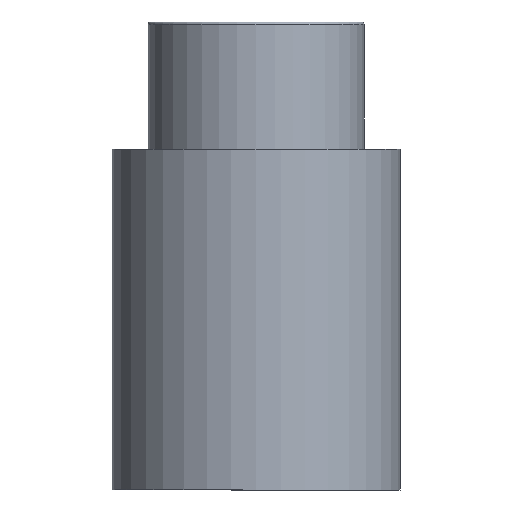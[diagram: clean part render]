
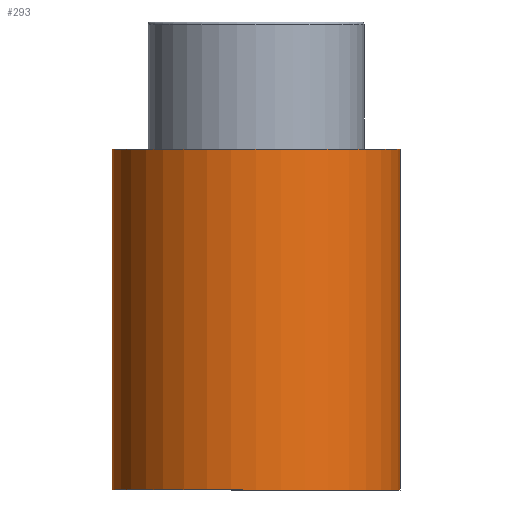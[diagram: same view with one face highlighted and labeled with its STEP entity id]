
A CAD part, front view. The second image highlights one B-rep face of the part: STEP entity #293.
In plain terms, the highlighted cylindrical face has radius 60 mm (diameter 120 mm), a partial arc.
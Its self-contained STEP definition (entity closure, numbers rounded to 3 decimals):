
#10 = EDGE_CURVE ( 'NONE', #947, #675, #262, .T. ) ;
#17 = VERTEX_POINT ( 'NONE', #213 ) ;
#23 = AXIS2_PLACEMENT_3D ( 'NONE', #1157, #1097, #969 ) ;
#209 = CARTESIAN_POINT ( 'NONE',  ( 60., 0., 142. ) ) ;
#213 = CARTESIAN_POINT ( 'NONE',  ( -60., 0., 142. ) ) ;
#226 = CARTESIAN_POINT ( 'NONE',  ( 0., 0., 142. ) ) ;
#252 = ORIENTED_EDGE ( 'NONE', *, *, #430, .T. ) ;
#262 = CIRCLE ( 'NONE', #23, 60. ) ;
#263 = DIRECTION ( 'NONE',  ( 0., 0., -1. ) ) ;
#292 = CARTESIAN_POINT ( 'NONE',  ( -60., 0., 0. ) ) ;
#293 = ADVANCED_FACE ( 'NONE', ( #1288 ), #1147, .T. ) ;
#342 = EDGE_CURVE ( 'NONE', #870, #947, #1020, .T. ) ;
#430 = EDGE_CURVE ( 'NONE', #870, #17, #583, .T. ) ;
#469 = CARTESIAN_POINT ( 'NONE',  ( 0., 0., 0. ) ) ;
#487 = LINE ( 'NONE', #885, #1115 ) ;
#503 = DIRECTION ( 'NONE',  ( -1., 0., 0. ) ) ;
#533 = ORIENTED_EDGE ( 'NONE', *, *, #342, .F. ) ;
#583 = CIRCLE ( 'NONE', #1231, 60. ) ;
#603 = DIRECTION ( 'NONE',  ( 0., 0., -1. ) ) ;
#666 = CARTESIAN_POINT ( 'NONE',  ( 60., 0., 0. ) ) ;
#675 = VERTEX_POINT ( 'NONE', #292 ) ;
#765 = EDGE_LOOP ( 'NONE', ( #533, #252, #1145, #888 ) ) ;
#787 = DIRECTION ( 'NONE',  ( 0., 0., -1. ) ) ;
#824 = DIRECTION ( 'NONE',  ( 0., 0., -1. ) ) ;
#870 = VERTEX_POINT ( 'NONE', #209 ) ;
#885 = CARTESIAN_POINT ( 'NONE',  ( -60., 0., 0. ) ) ;
#888 = ORIENTED_EDGE ( 'NONE', *, *, #10, .F. ) ;
#945 = AXIS2_PLACEMENT_3D ( 'NONE', #469, #263, #503 ) ;
#947 = VERTEX_POINT ( 'NONE', #1131 ) ;
#969 = DIRECTION ( 'NONE',  ( -1., 0., 0. ) ) ;
#983 = VECTOR ( 'NONE', #603, 1000. ) ;
#1020 = LINE ( 'NONE', #666, #983 ) ;
#1097 = DIRECTION ( 'NONE',  ( 0., 0., -1. ) ) ;
#1115 = VECTOR ( 'NONE', #787, 1000. ) ;
#1131 = CARTESIAN_POINT ( 'NONE',  ( 60., 0., 0. ) ) ;
#1145 = ORIENTED_EDGE ( 'NONE', *, *, #1186, .T. ) ;
#1147 = CYLINDRICAL_SURFACE ( 'NONE', #945, 60. ) ;
#1157 = CARTESIAN_POINT ( 'NONE',  ( 0., 0., 0. ) ) ;
#1186 = EDGE_CURVE ( 'NONE', #17, #675, #487, .T. ) ;
#1231 = AXIS2_PLACEMENT_3D ( 'NONE', #226, #824, #1285 ) ;
#1285 = DIRECTION ( 'NONE',  ( -1., 0., 0. ) ) ;
#1288 = FACE_OUTER_BOUND ( 'NONE', #765, .T. ) ;
